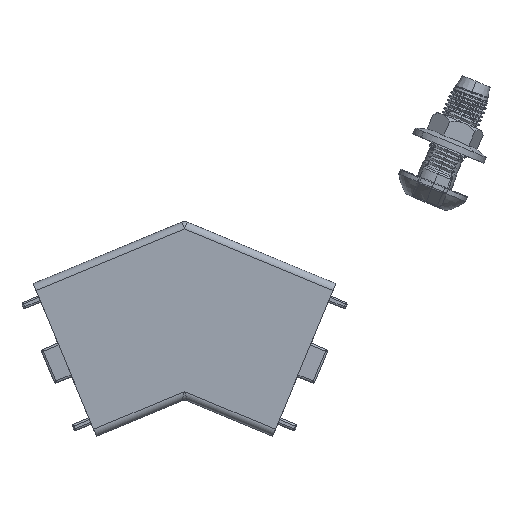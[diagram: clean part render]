
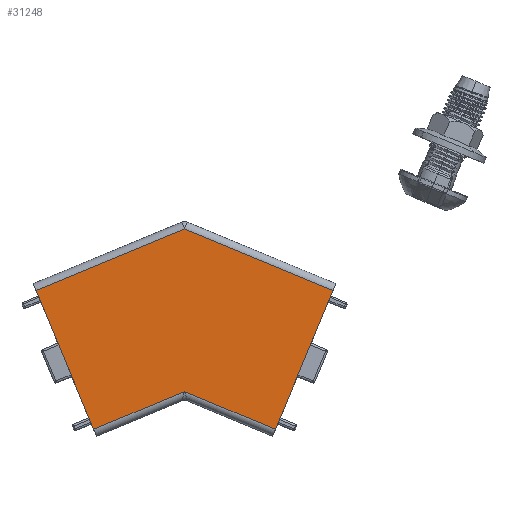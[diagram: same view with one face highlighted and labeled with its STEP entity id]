
A CAD part, top view. The second image highlights one B-rep face of the part: STEP entity #31248.
In plain terms, the highlighted planar face has unit normal (0, 0, 1).
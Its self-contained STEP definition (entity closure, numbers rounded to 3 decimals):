
#296 = LINE ( 'NONE', #5220, #28902 ) ;
#720 = ORIENTED_EDGE ( 'NONE', *, *, #30278, .T. ) ;
#1908 = CARTESIAN_POINT ( 'NONE',  ( 0., 22.189, 22.5 ) ) ;
#2947 = CARTESIAN_POINT ( 'NONE',  ( 40.488, 5.418, 22.5 ) ) ;
#3268 = VECTOR ( 'NONE', #4113, 1000. ) ;
#3851 = CARTESIAN_POINT ( 'NONE',  ( -40.488, 5.418, 22.5 ) ) ;
#3874 = EDGE_CURVE ( 'NONE', #30605, #16661, #11272, .T. ) ;
#4113 = DIRECTION ( 'NONE',  ( -0.924, -0.383, 0. ) ) ;
#4491 = LINE ( 'NONE', #5618, #33082 ) ;
#4626 = DIRECTION ( 'NONE',  ( -1., 0., 0. ) ) ;
#5220 = CARTESIAN_POINT ( 'NONE',  ( -41.253, 7.266, 22.5 ) ) ;
#5618 = CARTESIAN_POINT ( 'NONE',  ( 41.253, 7.266, 22.5 ) ) ;
#5824 = LINE ( 'NONE', #10850, #13779 ) ;
#7754 = VECTOR ( 'NONE', #26860, 1000. ) ;
#8685 = LINE ( 'NONE', #32444, #23831 ) ;
#8992 = CARTESIAN_POINT ( 'NONE',  ( 0., -22.189, 22.5 ) ) ;
#10003 = ORIENTED_EDGE ( 'NONE', *, *, #17547, .T. ) ;
#10850 = CARTESIAN_POINT ( 'NONE',  ( 24.798, -32.461, 22.5 ) ) ;
#11272 = LINE ( 'NONE', #22901, #3268 ) ;
#13157 = EDGE_LOOP ( 'NONE', ( #10003, #15577, #29936, #34898, #23313, #720 ) ) ;
#13608 = DIRECTION ( 'NONE',  ( 0.924, 0.383, 0. ) ) ;
#13779 = VECTOR ( 'NONE', #26985, 1000. ) ;
#15054 = EDGE_CURVE ( 'NONE', #16661, #18016, #296, .T. ) ;
#15577 = ORIENTED_EDGE ( 'NONE', *, *, #3874, .T. ) ;
#16661 = VERTEX_POINT ( 'NONE', #3851 ) ;
#17547 = EDGE_CURVE ( 'NONE', #27680, #30605, #30046, .T. ) ;
#17870 = AXIS2_PLACEMENT_3D ( 'NONE', #17984, #20721, #4626 ) ;
#17984 = CARTESIAN_POINT ( 'NONE',  ( 24.033, -34.308, 22.5 ) ) ;
#18016 = VERTEX_POINT ( 'NONE', #23268 ) ;
#18853 = CARTESIAN_POINT ( 'NONE',  ( 40.488, 5.418, 22.5 ) ) ;
#19301 = VERTEX_POINT ( 'NONE', #8992 ) ;
#20721 = DIRECTION ( 'NONE',  ( 0., 0., -1. ) ) ;
#22530 = EDGE_CURVE ( 'NONE', #18016, #19301, #8685, .T. ) ;
#22901 = CARTESIAN_POINT ( 'NONE',  ( 0.538, 22.412, 22.5 ) ) ;
#23268 = CARTESIAN_POINT ( 'NONE',  ( -24.798, -32.461, 22.5 ) ) ;
#23272 = PLANE ( 'NONE',  #17870 ) ;
#23313 = ORIENTED_EDGE ( 'NONE', *, *, #29354, .T. ) ;
#23831 = VECTOR ( 'NONE', #13608, 1000. ) ;
#24003 = VERTEX_POINT ( 'NONE', #31160 ) ;
#24433 = DIRECTION ( 'NONE',  ( 0.383, 0.924, 0. ) ) ;
#26731 = DIRECTION ( 'NONE',  ( 0.383, -0.924, 0. ) ) ;
#26860 = DIRECTION ( 'NONE',  ( -0.924, 0.383, 0. ) ) ;
#26985 = DIRECTION ( 'NONE',  ( 0.924, -0.383, 0. ) ) ;
#27680 = VERTEX_POINT ( 'NONE', #2947 ) ;
#28902 = VECTOR ( 'NONE', #26731, 1000. ) ;
#29354 = EDGE_CURVE ( 'NONE', #19301, #24003, #5824, .T. ) ;
#29936 = ORIENTED_EDGE ( 'NONE', *, *, #15054, .T. ) ;
#30046 = LINE ( 'NONE', #18853, #7754 ) ;
#30278 = EDGE_CURVE ( 'NONE', #24003, #27680, #4491, .T. ) ;
#30605 = VERTEX_POINT ( 'NONE', #1908 ) ;
#31160 = CARTESIAN_POINT ( 'NONE',  ( 24.798, -32.461, 22.5 ) ) ;
#31248 = ADVANCED_FACE ( 'NONE', ( #31785 ), #23272, .F. ) ;
#31785 = FACE_OUTER_BOUND ( 'NONE', #13157, .T. ) ;
#32444 = CARTESIAN_POINT ( 'NONE',  ( 16.228, -15.467, 22.5 ) ) ;
#33082 = VECTOR ( 'NONE', #24433, 1000. ) ;
#34898 = ORIENTED_EDGE ( 'NONE', *, *, #22530, .T. ) ;
